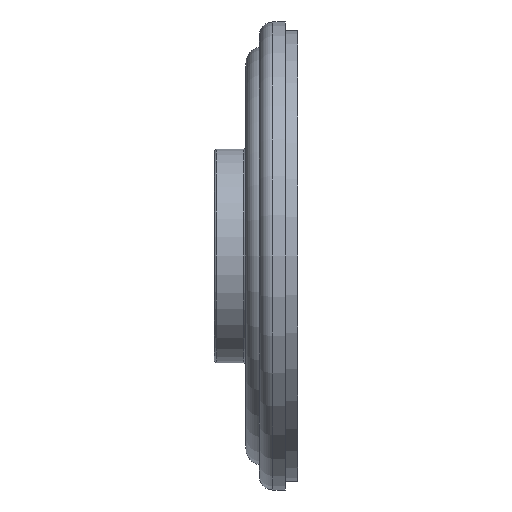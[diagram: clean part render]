
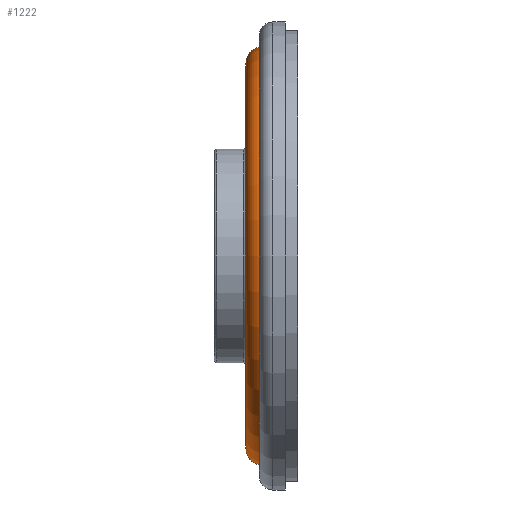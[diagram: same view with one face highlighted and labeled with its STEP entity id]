
A CAD part, left-side view. The second image highlights one B-rep face of the part: STEP entity #1222.
In plain terms, the highlighted toroidal (fillet/blend) face has major radius 11.518 mm and minor radius 1 mm.
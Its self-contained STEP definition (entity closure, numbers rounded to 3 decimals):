
#154 = DIRECTION ( 'NONE',  ( -1., 0., 0. ) ) ;
#264 = EDGE_CURVE ( 'NONE', #580, #580, #1089, .T. ) ;
#321 = ORIENTED_EDGE ( 'NONE', *, *, #264, .T. ) ;
#472 = ORIENTED_EDGE ( 'NONE', *, *, #4383, .T. ) ;
#478 = CARTESIAN_POINT ( 'NONE',  ( -2., -1.9, 146.044 ) ) ;
#493 = FACE_OUTER_BOUND ( 'NONE', #1615, .T. ) ;
#580 = VERTEX_POINT ( 'NONE', #3633 ) ;
#656 = DIRECTION ( 'NONE',  ( 0., 1., 0. ) ) ;
#859 = DIRECTION ( 'NONE',  ( -1., 0., 0. ) ) ;
#878 = CARTESIAN_POINT ( 'NONE',  ( -2., -2.9, 146.044 ) ) ;
#1089 = CIRCLE ( 'NONE', #4019, 12.5 ) ;
#1101 = EDGE_LOOP ( 'NONE', ( #321 ) ) ;
#1207 = FACE_OUTER_BOUND ( 'NONE', #1101, .T. ) ;
#1222 = ADVANCED_FACE ( 'NONE', ( #1207, #493 ), #1701, .T. ) ;
#1615 = EDGE_LOOP ( 'NONE', ( #472 ) ) ;
#1701 = TOROIDAL_SURFACE ( 'NONE', #1814, 11.518, 1. ) ;
#1814 = AXIS2_PLACEMENT_3D ( 'NONE', #878, #4686, #859 ) ;
#2154 = DIRECTION ( 'NONE',  ( -1., 0., 0. ) ) ;
#2432 = DIRECTION ( 'NONE',  ( 0., -1., 0. ) ) ;
#2571 = CARTESIAN_POINT ( 'NONE',  ( -2., -2.709, 146.044 ) ) ;
#2785 = CARTESIAN_POINT ( 'NONE',  ( -13.518, -1.9, 146.044 ) ) ;
#3633 = CARTESIAN_POINT ( 'NONE',  ( -14.5, -2.709, 146.044 ) ) ;
#3956 = CIRCLE ( 'NONE', #4207, 11.518 ) ;
#4019 = AXIS2_PLACEMENT_3D ( 'NONE', #2571, #656, #2154 ) ;
#4207 = AXIS2_PLACEMENT_3D ( 'NONE', #478, #2432, #154 ) ;
#4229 = VERTEX_POINT ( 'NONE', #2785 ) ;
#4383 = EDGE_CURVE ( 'NONE', #4229, #4229, #3956, .T. ) ;
#4686 = DIRECTION ( 'NONE',  ( 0., 1., 0. ) ) ;
